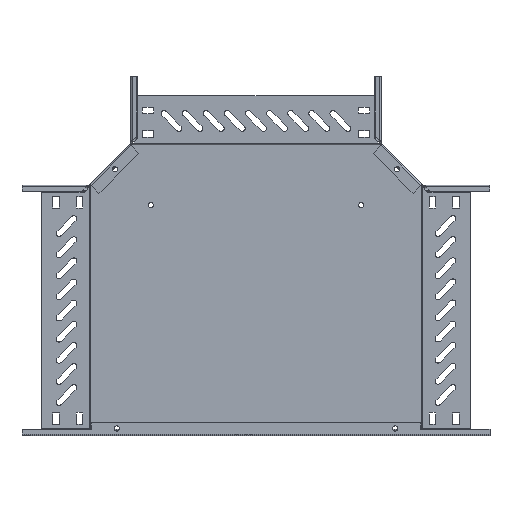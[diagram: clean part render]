
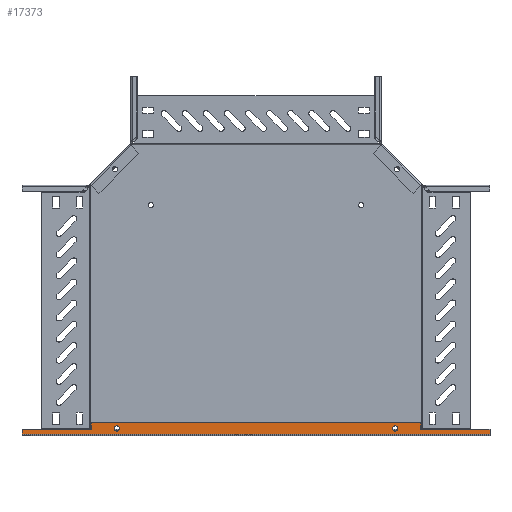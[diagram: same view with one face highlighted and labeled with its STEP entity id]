
A CAD part, front view. The second image highlights one B-rep face of the part: STEP entity #17373.
In plain terms, the highlighted planar face has unit normal (0, -1, 0).
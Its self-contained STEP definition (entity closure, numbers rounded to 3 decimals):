
#18 = CARTESIAN_POINT ( 'NONE',  ( 15., 0., -554. ) ) ;
#105 = LINE ( 'NONE', #20436, #704 ) ;
#121 = CARTESIAN_POINT ( 'NONE',  ( 6.75, 0., -554. ) ) ;
#621 = LINE ( 'NONE', #6987, #19737 ) ;
#695 = VERTEX_POINT ( 'NONE', #17818 ) ;
#704 = VECTOR ( 'NONE', #4315, 1000. ) ;
#842 = VECTOR ( 'NONE', #7245, 1000. ) ;
#908 = EDGE_CURVE ( 'NONE', #2330, #10326, #19802, .T. ) ;
#1074 = DIRECTION ( 'NONE',  ( 0., 1., 0. ) ) ;
#1498 = VECTOR ( 'NONE', #16544, 1000. ) ;
#1552 = LINE ( 'NONE', #11089, #16880 ) ;
#2149 = VECTOR ( 'NONE', #16525, 1000. ) ;
#2208 = ORIENTED_EDGE ( 'NONE', *, *, #15839, .F. ) ;
#2231 = CARTESIAN_POINT ( 'NONE',  ( 6.75, 0., 0. ) ) ;
#2330 = VERTEX_POINT ( 'NONE', #18905 ) ;
#2491 = ORIENTED_EDGE ( 'NONE', *, *, #15684, .F. ) ;
#2576 = CIRCLE ( 'NONE', #17605, 3.1 ) ;
#2947 = EDGE_CURVE ( 'NONE', #14886, #2330, #5690, .T. ) ;
#2979 = CARTESIAN_POINT ( 'NONE',  ( 15., 0., -82. ) ) ;
#3138 = ORIENTED_EDGE ( 'NONE', *, *, #5839, .T. ) ;
#3409 = ORIENTED_EDGE ( 'NONE', *, *, #18360, .F. ) ;
#3667 = LINE ( 'NONE', #15071, #1498 ) ;
#3784 = VERTEX_POINT ( 'NONE', #11877 ) ;
#4234 = CIRCLE ( 'NONE', #20293, 3.1 ) ;
#4301 = ORIENTED_EDGE ( 'NONE', *, *, #7963, .T. ) ;
#4315 = DIRECTION ( 'NONE',  ( -1., 0., 0. ) ) ;
#4423 = VERTEX_POINT ( 'NONE', #2979 ) ;
#4657 = FACE_BOUND ( 'NONE', #16170, .T. ) ;
#5157 = AXIS2_PLACEMENT_3D ( 'NONE', #7916, #19411, #11275 ) ;
#5546 = DIRECTION ( 'NONE',  ( -1., 0., 0. ) ) ;
#5690 = LINE ( 'NONE', #2231, #15643 ) ;
#5839 = EDGE_CURVE ( 'NONE', #16802, #19565, #7028, .T. ) ;
#6178 = AXIS2_PLACEMENT_3D ( 'NONE', #6509, #14457, #12897 ) ;
#6509 = CARTESIAN_POINT ( 'NONE',  ( 8.25, 0., -441.75 ) ) ;
#6660 = CARTESIAN_POINT ( 'NONE',  ( 11.35, 0., -112.25 ) ) ;
#6740 = PLANE ( 'NONE',  #5157 ) ;
#6987 = CARTESIAN_POINT ( 'NONE',  ( 15., 0., -277. ) ) ;
#7028 = CIRCLE ( 'NONE', #12391, 3.1 ) ;
#7245 = DIRECTION ( 'NONE',  ( -1., 0., 0. ) ) ;
#7441 = DIRECTION ( 'NONE',  ( -1., 0., 0. ) ) ;
#7894 = EDGE_CURVE ( 'NONE', #4423, #14886, #105, .T. ) ;
#7916 = CARTESIAN_POINT ( 'NONE',  ( 15., 0., -277. ) ) ;
#7936 = CARTESIAN_POINT ( 'NONE',  ( 1.75, 0., -554. ) ) ;
#7963 = EDGE_CURVE ( 'NONE', #11994, #4423, #621, .T. ) ;
#8198 = ORIENTED_EDGE ( 'NONE', *, *, #20612, .F. ) ;
#8332 = FACE_BOUND ( 'NONE', #14154, .T. ) ;
#8885 = VECTOR ( 'NONE', #16096, 1000. ) ;
#9343 = ORIENTED_EDGE ( 'NONE', *, *, #7894, .T. ) ;
#9397 = ORIENTED_EDGE ( 'NONE', *, *, #15551, .F. ) ;
#10151 = CARTESIAN_POINT ( 'NONE',  ( 6.75, 0., -554. ) ) ;
#10326 = VERTEX_POINT ( 'NONE', #16420 ) ;
#11024 = ORIENTED_EDGE ( 'NONE', *, *, #2947, .T. ) ;
#11089 = CARTESIAN_POINT ( 'NONE',  ( 1.75, 0., -277. ) ) ;
#11180 = DIRECTION ( 'NONE',  ( 0., 1., 0. ) ) ;
#11275 = DIRECTION ( 'NONE',  ( -1., 0., 0. ) ) ;
#11570 = FACE_OUTER_BOUND ( 'NONE', #19281, .T. ) ;
#11877 = CARTESIAN_POINT ( 'NONE',  ( 6.75, 0., -472. ) ) ;
#11994 = VERTEX_POINT ( 'NONE', #18460 ) ;
#12339 = VERTEX_POINT ( 'NONE', #13646 ) ;
#12391 = AXIS2_PLACEMENT_3D ( 'NONE', #20344, #1074, #7441 ) ;
#12874 = CIRCLE ( 'NONE', #6178, 3.1 ) ;
#12897 = DIRECTION ( 'NONE',  ( -1., 0., 0. ) ) ;
#12953 = EDGE_CURVE ( 'NONE', #3784, #16989, #16100, .T. ) ;
#13332 = CARTESIAN_POINT ( 'NONE',  ( 15., 0., 0. ) ) ;
#13482 = CARTESIAN_POINT ( 'NONE',  ( 8.25, 0., -441.75 ) ) ;
#13532 = DIRECTION ( 'NONE',  ( 0., 0., 1. ) ) ;
#13646 = CARTESIAN_POINT ( 'NONE',  ( 5.15, 0., -441.75 ) ) ;
#14154 = EDGE_LOOP ( 'NONE', ( #8198, #3409 ) ) ;
#14311 = ORIENTED_EDGE ( 'NONE', *, *, #12953, .F. ) ;
#14457 = DIRECTION ( 'NONE',  ( 0., -1., 0. ) ) ;
#14637 = LINE ( 'NONE', #18, #8885 ) ;
#14809 = ORIENTED_EDGE ( 'NONE', *, *, #908, .T. ) ;
#14886 = VERTEX_POINT ( 'NONE', #15468 ) ;
#15071 = CARTESIAN_POINT ( 'NONE',  ( 15., 0., -472. ) ) ;
#15468 = CARTESIAN_POINT ( 'NONE',  ( 6.75, 0., -82. ) ) ;
#15551 = EDGE_CURVE ( 'NONE', #11994, #3784, #3667, .T. ) ;
#15643 = VECTOR ( 'NONE', #13532, 1000. ) ;
#15684 = EDGE_CURVE ( 'NONE', #16989, #18988, #14637, .T. ) ;
#15839 = EDGE_CURVE ( 'NONE', #18988, #10326, #1552, .T. ) ;
#15946 = ORIENTED_EDGE ( 'NONE', *, *, #19672, .T. ) ;
#15975 = DIRECTION ( 'NONE',  ( -1., 0., 0. ) ) ;
#16070 = CARTESIAN_POINT ( 'NONE',  ( 8.25, 0., -112.25 ) ) ;
#16096 = DIRECTION ( 'NONE',  ( -1., 0., 0. ) ) ;
#16100 = LINE ( 'NONE', #121, #2149 ) ;
#16170 = EDGE_LOOP ( 'NONE', ( #3138, #15946 ) ) ;
#16420 = CARTESIAN_POINT ( 'NONE',  ( 1.75, 0., 0. ) ) ;
#16525 = DIRECTION ( 'NONE',  ( 0., 0., -1. ) ) ;
#16544 = DIRECTION ( 'NONE',  ( -1., 0., 0. ) ) ;
#16802 = VERTEX_POINT ( 'NONE', #18511 ) ;
#16880 = VECTOR ( 'NONE', #17442, 1000. ) ;
#16989 = VERTEX_POINT ( 'NONE', #10151 ) ;
#17373 = ADVANCED_FACE ( 'NONE', ( #4657, #11570, #8332 ), #6740, .F. ) ;
#17442 = DIRECTION ( 'NONE',  ( 0., 0., 1. ) ) ;
#17605 = AXIS2_PLACEMENT_3D ( 'NONE', #13482, #19869, #5546 ) ;
#17818 = CARTESIAN_POINT ( 'NONE',  ( 11.35, 0., -441.75 ) ) ;
#18360 = EDGE_CURVE ( 'NONE', #695, #12339, #12874, .T. ) ;
#18460 = CARTESIAN_POINT ( 'NONE',  ( 15., 0., -472. ) ) ;
#18511 = CARTESIAN_POINT ( 'NONE',  ( 5.15, 0., -112.25 ) ) ;
#18905 = CARTESIAN_POINT ( 'NONE',  ( 6.75, 0., 0. ) ) ;
#18988 = VERTEX_POINT ( 'NONE', #7936 ) ;
#19281 = EDGE_LOOP ( 'NONE', ( #9343, #11024, #14809, #2208, #2491, #14311, #9397, #4301 ) ) ;
#19411 = DIRECTION ( 'NONE',  ( 0., 1., 0. ) ) ;
#19440 = DIRECTION ( 'NONE',  ( 0., 0., 1. ) ) ;
#19565 = VERTEX_POINT ( 'NONE', #6660 ) ;
#19672 = EDGE_CURVE ( 'NONE', #19565, #16802, #4234, .T. ) ;
#19737 = VECTOR ( 'NONE', #19440, 1000. ) ;
#19802 = LINE ( 'NONE', #13332, #842 ) ;
#19869 = DIRECTION ( 'NONE',  ( 0., -1., 0. ) ) ;
#20293 = AXIS2_PLACEMENT_3D ( 'NONE', #16070, #11180, #15975 ) ;
#20344 = CARTESIAN_POINT ( 'NONE',  ( 8.25, 0., -112.25 ) ) ;
#20436 = CARTESIAN_POINT ( 'NONE',  ( 15., 0., -82. ) ) ;
#20612 = EDGE_CURVE ( 'NONE', #12339, #695, #2576, .T. ) ;
